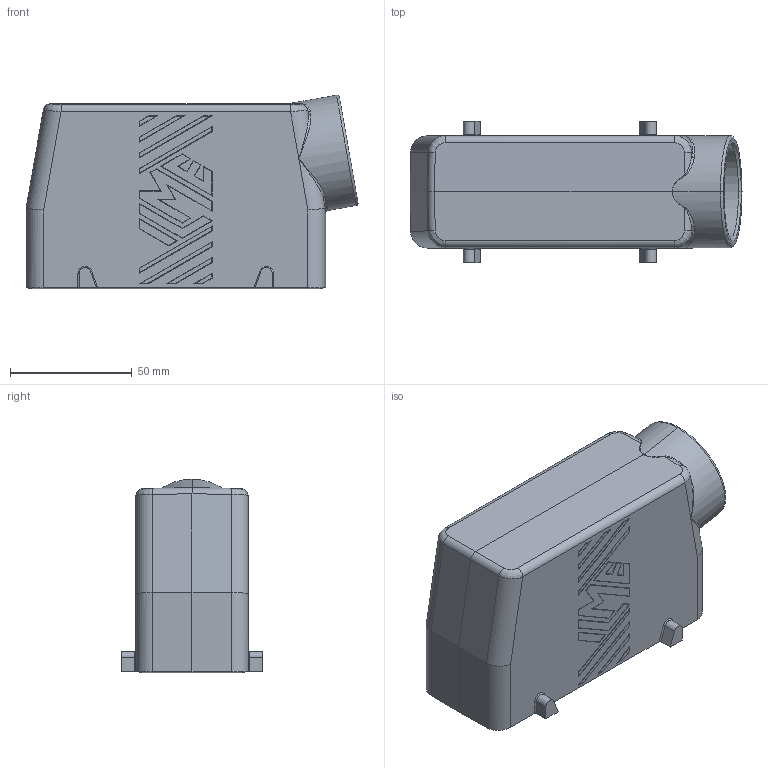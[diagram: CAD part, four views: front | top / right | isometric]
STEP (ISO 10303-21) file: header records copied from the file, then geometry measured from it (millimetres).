
FILE_DESCRIPTION(('Creo Elements/Direct Modeling STEP Export'),'2;1');
FILE_NAME('37jbk2e5h15ksl42644','2022-02-02T11:19:37',(''),(''),'Creo Elements/Direct Modeling STEP processor for AP214 (Solid Model)','Creo Elements/Direct Modeling 20.1B 02-Apr-2019 (C) Parametric Technology GmbH','');
FILE_SCHEMA(('AUTOMOTIVE_DESIGN { 1 0 10303 214 1 1 1 1 }'));
Length unit declared in the file: millimetre
Products named in the file (2): TMAO_24-40
Assembly tree (1 placements, depth 2):
  TMAO_24-40
    TMAO_24-40
Bounding box: 136.34 x 58 x 79.49 mm (x, y, z)
Volume: 157536.6 mm3; surface area: 57842.3 mm2
Topology: 1 solids, 1 shells, 324 faces, 819 edges, 522 vertices
Faces by surface type: cylinder 175, plane 87, bspline 30, cone 26, torus 6
Entity records: 16121 total; most frequent: CARTESIAN_POINT 8552, ORIENTED_EDGE 1630, DIRECTION 1453, EDGE_CURVE 815, VERTEX_POINT 522, AXIS2_PLACEMENT_3D 500, VECTOR 453, LINE 453
